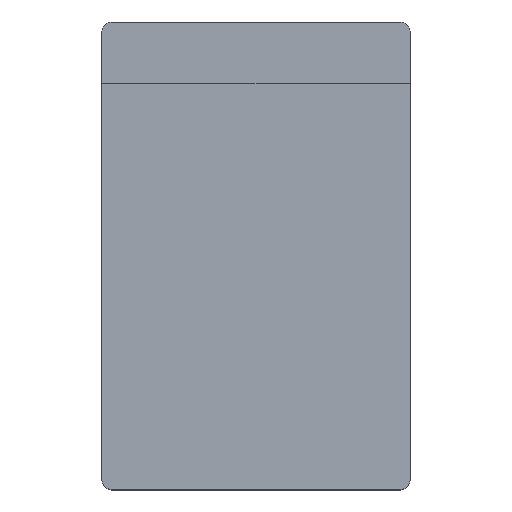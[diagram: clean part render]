
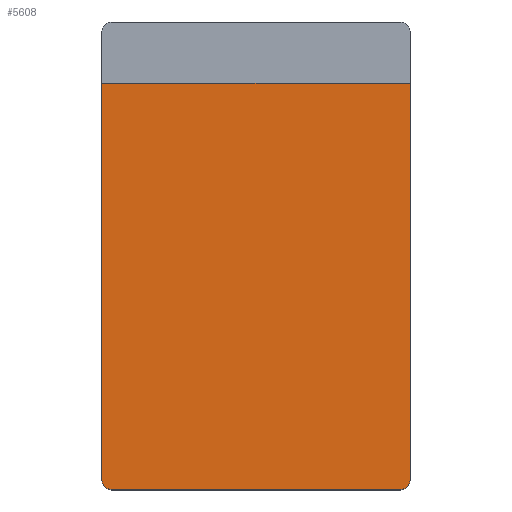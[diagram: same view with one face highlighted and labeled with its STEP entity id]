
A CAD part, top view. The second image highlights one B-rep face of the part: STEP entity #5608.
In plain terms, the highlighted planar face has unit normal (0, 0, 1).
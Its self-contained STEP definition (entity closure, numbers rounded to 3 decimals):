
#318=FACE_OUTER_BOUND('',#612,.T.);
#612=EDGE_LOOP('',(#4714,#4715,#4716,#4717,#4718,#4719));
#840=CIRCLE('',#6036,1.5);
#841=CIRCLE('',#6038,1.5);
#1293=LINE('',#8834,#1929);
#1296=LINE('',#8839,#1932);
#1298=LINE('',#8843,#1934);
#1373=LINE('',#9037,#2009);
#1929=VECTOR('',#7152,10.);
#1932=VECTOR('',#7157,10.);
#1934=VECTOR('',#7161,10.);
#2009=VECTOR('',#7332,10.);
#2525=VERTEX_POINT('',#8832);
#2526=VERTEX_POINT('',#8833);
#2527=VERTEX_POINT('',#8838);
#2528=VERTEX_POINT('',#8842);
#2586=VERTEX_POINT('',#9031);
#2587=VERTEX_POINT('',#9035);
#3239=EDGE_CURVE('',#2525,#2526,#1293,.T.);
#3242=EDGE_CURVE('',#2526,#2527,#1296,.T.);
#3244=EDGE_CURVE('',#2527,#2528,#1298,.T.);
#3337=EDGE_CURVE('',#2586,#2528,#840,.T.);
#3339=EDGE_CURVE('',#2525,#2587,#841,.T.);
#3340=EDGE_CURVE('',#2586,#2587,#1373,.T.);
#4714=ORIENTED_EDGE('',*,*,#3239,.F.);
#4715=ORIENTED_EDGE('',*,*,#3339,.T.);
#4716=ORIENTED_EDGE('',*,*,#3340,.F.);
#4717=ORIENTED_EDGE('',*,*,#3337,.T.);
#4718=ORIENTED_EDGE('',*,*,#3244,.F.);
#4719=ORIENTED_EDGE('',*,*,#3242,.F.);
#5354=PLANE('',#6037);
#5608=ADVANCED_FACE('',(#318),#5354,.F.);
#6036=AXIS2_PLACEMENT_3D('',#9032,#7325,#7326);
#6037=AXIS2_PLACEMENT_3D('',#9034,#7328,#7329);
#6038=AXIS2_PLACEMENT_3D('',#9036,#7330,#7331);
#7152=DIRECTION('',(0.,1.,0.));
#7157=DIRECTION('',(1.,0.,0.));
#7161=DIRECTION('',(0.,-1.,0.));
#7325=DIRECTION('center_axis',(0.,0.,1.));
#7326=DIRECTION('ref_axis',(0.707,-0.707,0.));
#7328=DIRECTION('center_axis',(0.,0.,-1.));
#7329=DIRECTION('ref_axis',(-1.,0.,0.));
#7330=DIRECTION('center_axis',(0.,0.,1.));
#7331=DIRECTION('ref_axis',(-0.707,-0.707,0.));
#7332=DIRECTION('',(-1.,0.,0.));
#8832=CARTESIAN_POINT('',(-27.4,-35.,38.8));
#8833=CARTESIAN_POINT('',(-27.4,26.5,38.8));
#8834=CARTESIAN_POINT('',(-27.4,26.5,38.8));
#8838=CARTESIAN_POINT('',(20.4,26.5,38.8));
#8839=CARTESIAN_POINT('',(-20.4,26.5,38.8));
#8842=CARTESIAN_POINT('',(20.4,-35.,38.8));
#8843=CARTESIAN_POINT('',(20.4,-26.5,38.8));
#9031=CARTESIAN_POINT('',(18.9,-36.5,38.8));
#9032=CARTESIAN_POINT('Origin',(18.9,-35.,38.8));
#9034=CARTESIAN_POINT('Origin',(-3.5,-5.,38.8));
#9035=CARTESIAN_POINT('',(-25.9,-36.5,38.8));
#9036=CARTESIAN_POINT('Origin',(-25.9,-35.,38.8));
#9037=CARTESIAN_POINT('',(-27.4,-36.5,38.8));
